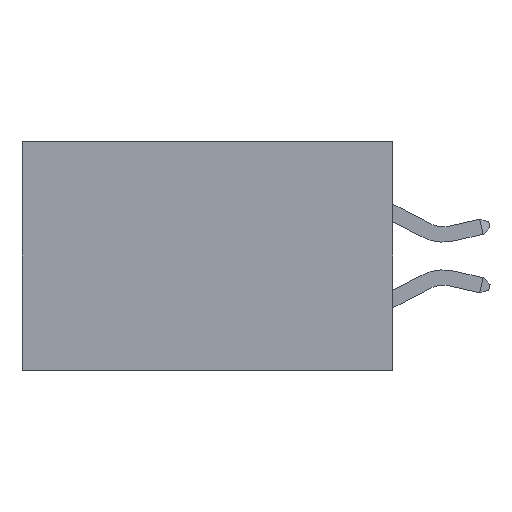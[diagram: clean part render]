
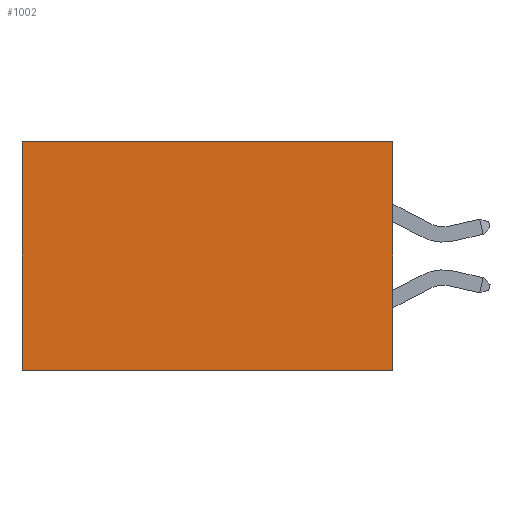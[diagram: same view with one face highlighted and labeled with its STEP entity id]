
A CAD part, left-side view. The second image highlights one B-rep face of the part: STEP entity #1002.
In plain terms, the highlighted planar face has unit normal (-1, 0, 0).
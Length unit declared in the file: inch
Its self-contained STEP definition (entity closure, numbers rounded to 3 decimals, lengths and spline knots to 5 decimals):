
#1002 = ADVANCED_FACE ( 'NONE', ( #14349 ), #19480, .F. ) ;
#1024 = CARTESIAN_POINT ( 'NONE',  ( 0.2875, 0.6, 0. ) ) ;
#2737 = DIRECTION ( 'NONE',  ( 0., 0., -1. ) ) ;
#2789 = VERTEX_POINT ( 'NONE', #36068 ) ;
#4253 = DIRECTION ( 'NONE',  ( 0., 0., -1. ) ) ;
#5355 = VERTEX_POINT ( 'NONE', #1024 ) ;
#6259 = DIRECTION ( 'NONE',  ( 1., 0., 0. ) ) ;
#6408 = AXIS2_PLACEMENT_3D ( 'NONE', #20214, #6259, #14717 ) ;
#6806 = VECTOR ( 'NONE', #35742, 39.37008 ) ;
#6834 = CARTESIAN_POINT ( 'NONE',  ( 0.2875, 0., 0. ) ) ;
#10278 = LINE ( 'NONE', #24570, #6806 ) ;
#10534 = VECTOR ( 'NONE', #2737, 39.37008 ) ;
#11184 = CARTESIAN_POINT ( 'NONE',  ( 0.2875, 0.6, 0. ) ) ;
#11370 = LINE ( 'NONE', #11184, #10534 ) ;
#12615 = CARTESIAN_POINT ( 'NONE',  ( 0.2875, 0.6, -0.37 ) ) ;
#14209 = VERTEX_POINT ( 'NONE', #22069 ) ;
#14349 = FACE_OUTER_BOUND ( 'NONE', #25363, .T. ) ;
#14479 = EDGE_CURVE ( 'NONE', #14209, #5355, #10278, .T. ) ;
#14717 = DIRECTION ( 'NONE',  ( 0., 0., -1. ) ) ;
#15614 = ORIENTED_EDGE ( 'NONE', *, *, #18806, .F. ) ;
#15661 = VERTEX_POINT ( 'NONE', #12615 ) ;
#16516 = LINE ( 'NONE', #32797, #20091 ) ;
#18806 = EDGE_CURVE ( 'NONE', #14209, #2789, #21141, .T. ) ;
#19260 = DIRECTION ( 'NONE',  ( 0., 1., 0. ) ) ;
#19480 = PLANE ( 'NONE',  #6408 ) ;
#20091 = VECTOR ( 'NONE', #19260, 39.37008 ) ;
#20214 = CARTESIAN_POINT ( 'NONE',  ( 0.2875, 0., 0. ) ) ;
#21141 = LINE ( 'NONE', #6834, #26041 ) ;
#22069 = CARTESIAN_POINT ( 'NONE',  ( 0.2875, 0., 0. ) ) ;
#24570 = CARTESIAN_POINT ( 'NONE',  ( 0.2875, 0., 0. ) ) ;
#25363 = EDGE_LOOP ( 'NONE', ( #33144, #31965, #15614, #28420 ) ) ;
#26041 = VECTOR ( 'NONE', #4253, 39.37008 ) ;
#28009 = EDGE_CURVE ( 'NONE', #5355, #15661, #11370, .T. ) ;
#28420 = ORIENTED_EDGE ( 'NONE', *, *, #14479, .T. ) ;
#31965 = ORIENTED_EDGE ( 'NONE', *, *, #32371, .F. ) ;
#32371 = EDGE_CURVE ( 'NONE', #2789, #15661, #16516, .T. ) ;
#32797 = CARTESIAN_POINT ( 'NONE',  ( 0.2875, 0., -0.37 ) ) ;
#33144 = ORIENTED_EDGE ( 'NONE', *, *, #28009, .T. ) ;
#35742 = DIRECTION ( 'NONE',  ( 0., 1., 0. ) ) ;
#36068 = CARTESIAN_POINT ( 'NONE',  ( 0.2875, 0., -0.37 ) ) ;
